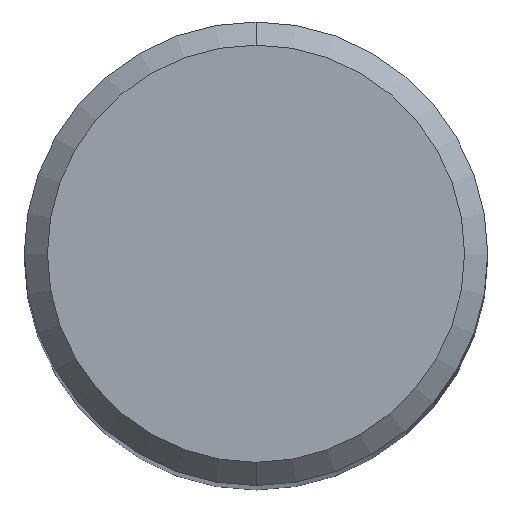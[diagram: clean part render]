
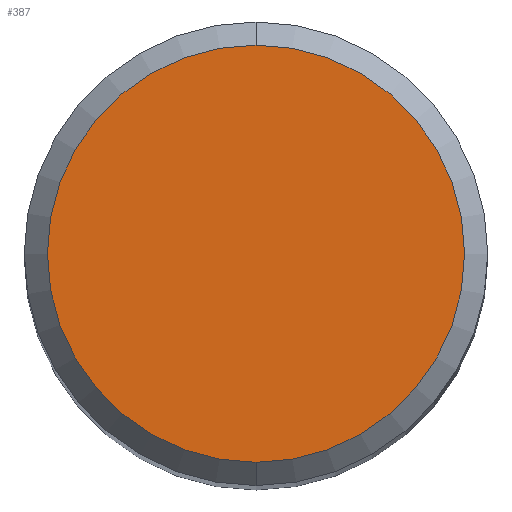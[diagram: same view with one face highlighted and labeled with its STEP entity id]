
A CAD part, top view. The second image highlights one B-rep face of the part: STEP entity #387.
In plain terms, the highlighted planar face has unit normal (0, 0, 1).
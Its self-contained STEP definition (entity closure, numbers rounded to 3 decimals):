
#179=VERTEX_POINT('',#486);
#315=EDGE_CURVE('',#179,#411,#635,.T.);
#387=ADVANCED_FACE('',(#711),#712,.T.);
#411=VERTEX_POINT('',#741);
#415=EDGE_CURVE('',#411,#179,#745,.T.);
#486=CARTESIAN_POINT('',(0.0,4.5,0.0));
#635=CIRCLE('',#1147,4.5);
#711=FACE_OUTER_BOUND('',#1312,.T.);
#712=PLANE('',#1313);
#741=CARTESIAN_POINT('',(0.,-4.5,0.0));
#745=CIRCLE('',#1375,4.5);
#1147=AXIS2_PLACEMENT_3D('',#1647,#1648,#1649);
#1312=EDGE_LOOP('',(#1713,#1714));
#1313=AXIS2_PLACEMENT_3D('',#1715,#1716,#1717);
#1375=AXIS2_PLACEMENT_3D('',#1756,#1757,#1758);
#1647=CARTESIAN_POINT('',(0.0,0.0,0.0));
#1648=DIRECTION('',(0.0,0.0,-1.0));
#1649=DIRECTION('',(0.0,1.0,0.0));
#1713=ORIENTED_EDGE('',*,*,#315,.F.);
#1714=ORIENTED_EDGE('',*,*,#415,.F.);
#1715=CARTESIAN_POINT('',(0.0,2.25,0.0));
#1716=DIRECTION('',(-0.0,0.0,1.0));
#1717=DIRECTION('',(0.0,-1.0,0.0));
#1756=CARTESIAN_POINT('',(0.0,0.0,0.0));
#1757=DIRECTION('',(0.0,0.0,-1.0));
#1758=DIRECTION('',(0.0,1.0,0.0));
